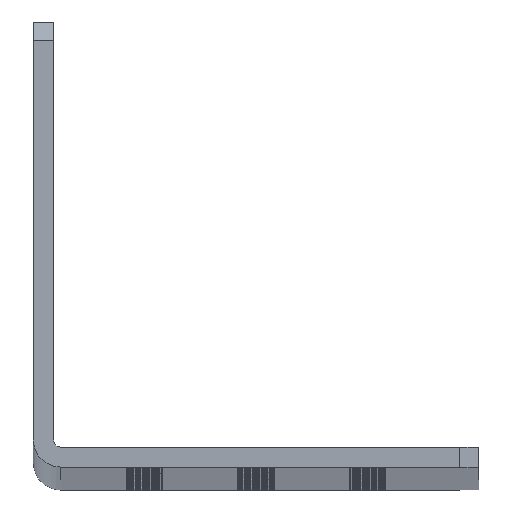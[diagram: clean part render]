
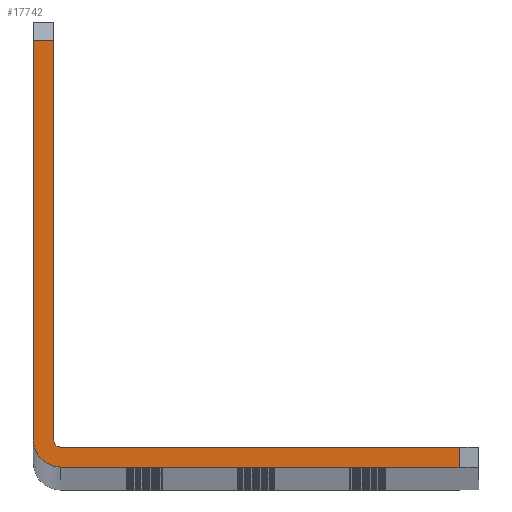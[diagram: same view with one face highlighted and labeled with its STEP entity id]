
A CAD part, top view. The second image highlights one B-rep face of the part: STEP entity #17742.
In plain terms, the highlighted planar face has unit normal (0, 0, 1).
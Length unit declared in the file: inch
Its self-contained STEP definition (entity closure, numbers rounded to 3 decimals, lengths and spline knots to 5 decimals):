
#414 = EDGE_CURVE ( 'NONE', #543, #7725, #25721, .T. ) ;
#543 = VERTEX_POINT ( 'NONE', #1865 ) ;
#1441 = DIRECTION ( 'NONE',  ( 1., 0., 0. ) ) ;
#1565 = PLANE ( 'NONE',  #10527 ) ;
#1619 = CIRCLE ( 'NONE', #12765, 0.122 ) ;
#1865 = CARTESIAN_POINT ( 'NONE',  ( 0.122, 0., 29.5 ) ) ;
#2031 = DIRECTION ( 'NONE',  ( 0., 1., 0. ) ) ;
#3775 = LINE ( 'NONE', #11965, #8175 ) ;
#4209 = ORIENTED_EDGE ( 'NONE', *, *, #12678, .T. ) ;
#4813 = EDGE_CURVE ( 'NONE', #16299, #18945, #8497, .T. ) ;
#4814 = LINE ( 'NONE', #13001, #15736 ) ;
#5482 = DIRECTION ( 'NONE',  ( 1., 0., 0. ) ) ;
#5487 = DIRECTION ( 'NONE',  ( 1., 0., 0. ) ) ;
#5840 = EDGE_CURVE ( 'NONE', #12979, #25765, #12929, .T. ) ;
#5861 = CARTESIAN_POINT ( 'NONE',  ( 0.122, 0.122, 29.5 ) ) ;
#5998 = ORIENTED_EDGE ( 'NONE', *, *, #414, .T. ) ;
#7496 = CARTESIAN_POINT ( 'NONE',  ( 0.122, 0.122, 29.5 ) ) ;
#7725 = VERTEX_POINT ( 'NONE', #10051 ) ;
#7822 = CARTESIAN_POINT ( 'NONE',  ( 1.915, 0.09, 29.5 ) ) ;
#7892 = DIRECTION ( 'NONE',  ( 0., 0., -1. ) ) ;
#8175 = VECTOR ( 'NONE', #2031, 39.37008 ) ;
#8497 = CIRCLE ( 'NONE', #11081, 0.032 ) ;
#8711 = VECTOR ( 'NONE', #16091, 39.37008 ) ;
#10051 = CARTESIAN_POINT ( 'NONE',  ( 1.915, 0., 29.5 ) ) ;
#10527 = AXIS2_PLACEMENT_3D ( 'NONE', #5861, #14179, #1441 ) ;
#10698 = VECTOR ( 'NONE', #23612, 39.37008 ) ;
#11081 = AXIS2_PLACEMENT_3D ( 'NONE', #7496, #7892, #5482 ) ;
#11965 = CARTESIAN_POINT ( 'NONE',  ( 0.09, 0.09, 29.5 ) ) ;
#12440 = ORIENTED_EDGE ( 'NONE', *, *, #5840, .F. ) ;
#12678 = EDGE_CURVE ( 'NONE', #18945, #25765, #3775, .T. ) ;
#12704 = DIRECTION ( 'NONE',  ( 0., 0., 1. ) ) ;
#12765 = AXIS2_PLACEMENT_3D ( 'NONE', #14458, #12704, #22597 ) ;
#12929 = LINE ( 'NONE', #21476, #10698 ) ;
#12978 = DIRECTION ( 'NONE',  ( 0., 1., 0. ) ) ;
#12979 = VERTEX_POINT ( 'NONE', #16622 ) ;
#13001 = CARTESIAN_POINT ( 'NONE',  ( 0., 0.09, 29.5 ) ) ;
#13990 = ORIENTED_EDGE ( 'NONE', *, *, #4813, .T. ) ;
#14179 = DIRECTION ( 'NONE',  ( 0., 0., 1. ) ) ;
#14458 = CARTESIAN_POINT ( 'NONE',  ( 0.122, 0.122, 29.5 ) ) ;
#14549 = VECTOR ( 'NONE', #5487, 39.37008 ) ;
#15101 = ORIENTED_EDGE ( 'NONE', *, *, #23803, .T. ) ;
#15505 = VERTEX_POINT ( 'NONE', #7822 ) ;
#15736 = VECTOR ( 'NONE', #21153, 39.37008 ) ;
#15980 = EDGE_CURVE ( 'NONE', #15505, #16299, #21588, .T. ) ;
#16091 = DIRECTION ( 'NONE',  ( -1., 0., 0. ) ) ;
#16276 = ORIENTED_EDGE ( 'NONE', *, *, #20075, .T. ) ;
#16299 = VERTEX_POINT ( 'NONE', #25178 ) ;
#16301 = CARTESIAN_POINT ( 'NONE',  ( 0.09, 1.915, 29.5 ) ) ;
#16622 = CARTESIAN_POINT ( 'NONE',  ( 0., 1.915, 29.5 ) ) ;
#17605 = CARTESIAN_POINT ( 'NONE',  ( 1.915, 0.122, 29.5 ) ) ;
#17742 = ADVANCED_FACE ( 'NONE', ( #26485 ), #1565, .T. ) ;
#17979 = ORIENTED_EDGE ( 'NONE', *, *, #15980, .T. ) ;
#18945 = VERTEX_POINT ( 'NONE', #23545 ) ;
#19180 = VERTEX_POINT ( 'NONE', #20460 ) ;
#19630 = ORIENTED_EDGE ( 'NONE', *, *, #20461, .T. ) ;
#20075 = EDGE_CURVE ( 'NONE', #12979, #19180, #4814, .T. ) ;
#20460 = CARTESIAN_POINT ( 'NONE',  ( 0., 0.122, 29.5 ) ) ;
#20461 = EDGE_CURVE ( 'NONE', #19180, #543, #1619, .T. ) ;
#21066 = EDGE_LOOP ( 'NONE', ( #17979, #13990, #4209, #12440, #16276, #19630, #5998, #15101 ) ) ;
#21153 = DIRECTION ( 'NONE',  ( 0., -1., 0. ) ) ;
#21476 = CARTESIAN_POINT ( 'NONE',  ( 0., 1.915, 29.5 ) ) ;
#21588 = LINE ( 'NONE', #22107, #8711 ) ;
#21617 = LINE ( 'NONE', #17605, #23120 ) ;
#22107 = CARTESIAN_POINT ( 'NONE',  ( 0.122, 0.09, 29.5 ) ) ;
#22597 = DIRECTION ( 'NONE',  ( 1., 0., 0. ) ) ;
#23120 = VECTOR ( 'NONE', #12978, 39.37008 ) ;
#23545 = CARTESIAN_POINT ( 'NONE',  ( 0.09, 0.122, 29.5 ) ) ;
#23612 = DIRECTION ( 'NONE',  ( 1., 0., 0. ) ) ;
#23803 = EDGE_CURVE ( 'NONE', #7725, #15505, #21617, .T. ) ;
#25178 = CARTESIAN_POINT ( 'NONE',  ( 0.122, 0.09, 29.5 ) ) ;
#25459 = CARTESIAN_POINT ( 'NONE',  ( 0.122, 0., 29.5 ) ) ;
#25721 = LINE ( 'NONE', #25459, #14549 ) ;
#25765 = VERTEX_POINT ( 'NONE', #16301 ) ;
#26485 = FACE_OUTER_BOUND ( 'NONE', #21066, .T. ) ;
